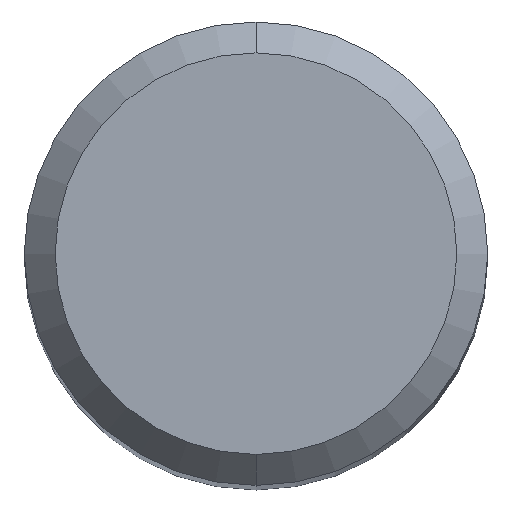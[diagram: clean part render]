
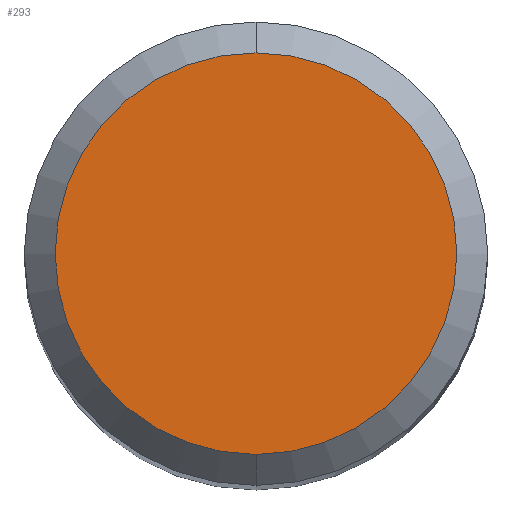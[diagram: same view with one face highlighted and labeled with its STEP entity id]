
A CAD part, top view. The second image highlights one B-rep face of the part: STEP entity #293.
In plain terms, the highlighted planar face has unit normal (0, 0, 1).
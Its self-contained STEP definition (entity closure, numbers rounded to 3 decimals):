
#201=EDGE_CURVE('',#405,#231,#493,.T.);
#231=VERTEX_POINT('',#525);
#249=EDGE_CURVE('',#231,#405,#545,.T.);
#293=ADVANCED_FACE('',(#593),#594,.T.);
#405=VERTEX_POINT('',#719);
#493=CIRCLE('',#844,2.6);
#525=CARTESIAN_POINT('',(0.0,2.6,0.0));
#545=CIRCLE('',#940,2.6);
#593=FACE_OUTER_BOUND('',#1056,.T.);
#594=PLANE('',#1057);
#719=CARTESIAN_POINT('',(0.,-2.6,0.0));
#844=AXIS2_PLACEMENT_3D('',#1393,#1394,#1395);
#940=AXIS2_PLACEMENT_3D('',#1445,#1446,#1447);
#1056=EDGE_LOOP('',(#1516,#1517));
#1057=AXIS2_PLACEMENT_3D('',#1518,#1519,#1520);
#1393=CARTESIAN_POINT('',(0.0,0.0,0.0));
#1394=DIRECTION('',(0.0,0.0,-1.0));
#1395=DIRECTION('',(0.0,1.0,0.0));
#1445=CARTESIAN_POINT('',(0.0,0.0,0.0));
#1446=DIRECTION('',(0.0,0.0,-1.0));
#1447=DIRECTION('',(0.0,1.0,0.0));
#1516=ORIENTED_EDGE('',*,*,#249,.F.);
#1517=ORIENTED_EDGE('',*,*,#201,.F.);
#1518=CARTESIAN_POINT('',(0.0,1.3,0.0));
#1519=DIRECTION('',(-0.0,0.0,1.0));
#1520=DIRECTION('',(0.0,-1.0,0.0));
